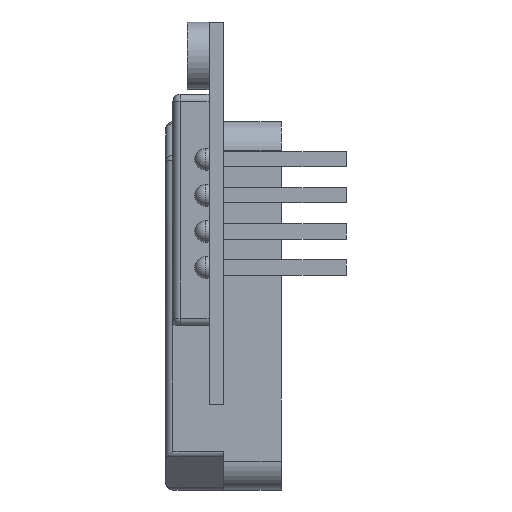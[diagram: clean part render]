
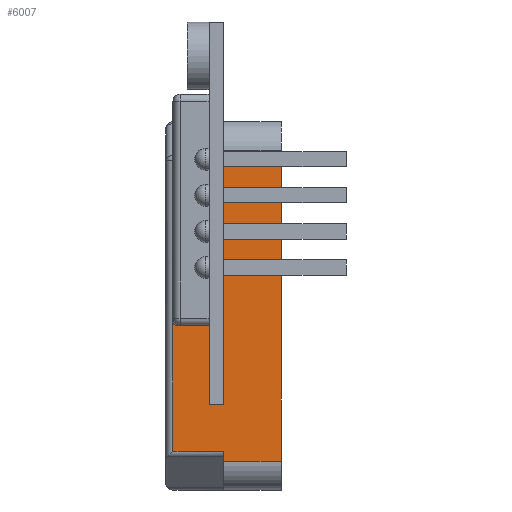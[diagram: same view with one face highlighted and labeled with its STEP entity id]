
A CAD part, left-side view. The second image highlights one B-rep face of the part: STEP entity #6007.
In plain terms, the highlighted planar face has unit normal (-1, 0, 0).
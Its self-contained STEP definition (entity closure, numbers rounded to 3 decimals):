
#42 = DIRECTION ( 'NONE',  ( 0., 0., 1. ) ) ;
#90 = VECTOR ( 'NONE', #7163, 1000. ) ;
#193 = CARTESIAN_POINT ( 'NONE',  ( 55., -4., 4.35 ) ) ;
#384 = VERTEX_POINT ( 'NONE', #4005 ) ;
#396 = EDGE_CURVE ( 'NONE', #6634, #1477, #6893, .T. ) ;
#398 = ORIENTED_EDGE ( 'NONE', *, *, #1729, .T. ) ;
#460 = DIRECTION ( 'NONE',  ( 0., 0., 1. ) ) ;
#479 = DIRECTION ( 'NONE',  ( 0., 0., 1. ) ) ;
#519 = CARTESIAN_POINT ( 'NONE',  ( 55., -4., -19.15 ) ) ;
#652 = CARTESIAN_POINT ( 'NONE',  ( 55., 3.5, -16.461 ) ) ;
#764 = DIRECTION ( 'NONE',  ( 0., 1., 0. ) ) ;
#782 = CARTESIAN_POINT ( 'NONE',  ( 55., -4., -17.15 ) ) ;
#892 = CARTESIAN_POINT ( 'NONE',  ( 55., 0., 6.35 ) ) ;
#1139 = ORIENTED_EDGE ( 'NONE', *, *, #6647, .F. ) ;
#1201 = CARTESIAN_POINT ( 'NONE',  ( 55., 0., 4.35 ) ) ;
#1430 = EDGE_CURVE ( 'NONE', #1477, #3247, #3324, .T. ) ;
#1477 = VERTEX_POINT ( 'NONE', #1694 ) ;
#1627 = VERTEX_POINT ( 'NONE', #782 ) ;
#1632 = CARTESIAN_POINT ( 'NONE',  ( 55., 0., 3.661 ) ) ;
#1660 = CARTESIAN_POINT ( 'NONE',  ( 55., 3.5, -19.15 ) ) ;
#1694 = CARTESIAN_POINT ( 'NONE',  ( 55., 3.5, 3.661 ) ) ;
#1729 = EDGE_CURVE ( 'NONE', #7021, #1627, #2691, .T. ) ;
#1761 = ORIENTED_EDGE ( 'NONE', *, *, #1430, .T. ) ;
#2312 = FACE_OUTER_BOUND ( 'NONE', #6845, .T. ) ;
#2422 = EDGE_CURVE ( 'NONE', #3247, #384, #3810, .T. ) ;
#2442 = VECTOR ( 'NONE', #764, 1000. ) ;
#2512 = VECTOR ( 'NONE', #4101, 1000. ) ;
#2574 = VERTEX_POINT ( 'NONE', #1201 ) ;
#2617 = EDGE_CURVE ( 'NONE', #1627, #5778, #5909, .T. ) ;
#2691 = LINE ( 'NONE', #5427, #3806 ) ;
#2695 = ORIENTED_EDGE ( 'NONE', *, *, #6080, .T. ) ;
#3106 = DIRECTION ( 'NONE',  ( 0., 0., 1. ) ) ;
#3247 = VERTEX_POINT ( 'NONE', #652 ) ;
#3291 = VECTOR ( 'NONE', #460, 1000. ) ;
#3324 = LINE ( 'NONE', #1660, #4515 ) ;
#3542 = LINE ( 'NONE', #193, #2512 ) ;
#3581 = VECTOR ( 'NONE', #479, 1000. ) ;
#3796 = LINE ( 'NONE', #892, #4742 ) ;
#3806 = VECTOR ( 'NONE', #4889, 1000. ) ;
#3810 = LINE ( 'NONE', #6038, #90 ) ;
#3841 = PLANE ( 'NONE',  #5658 ) ;
#3881 = DIRECTION ( 'NONE',  ( 0., 0., -1. ) ) ;
#4005 = CARTESIAN_POINT ( 'NONE',  ( 55., 0., -16.461 ) ) ;
#4101 = DIRECTION ( 'NONE',  ( 0., 1., 0. ) ) ;
#4178 = ORIENTED_EDGE ( 'NONE', *, *, #4780, .F. ) ;
#4515 = VECTOR ( 'NONE', #3881, 1000. ) ;
#4742 = VECTOR ( 'NONE', #3106, 1000. ) ;
#4780 = EDGE_CURVE ( 'NONE', #6634, #2574, #3796, .T. ) ;
#4889 = DIRECTION ( 'NONE',  ( 0., -1., 0. ) ) ;
#5041 = DIRECTION ( 'NONE',  ( -1., 0., 0. ) ) ;
#5271 = CARTESIAN_POINT ( 'NONE',  ( 55., 4., 3.661 ) ) ;
#5427 = CARTESIAN_POINT ( 'NONE',  ( 55., -4., -17.15 ) ) ;
#5448 = LINE ( 'NONE', #5930, #3291 ) ;
#5472 = CARTESIAN_POINT ( 'NONE',  ( 55., -4., -19.15 ) ) ;
#5658 = AXIS2_PLACEMENT_3D ( 'NONE', #519, #5041, #42 ) ;
#5717 = ORIENTED_EDGE ( 'NONE', *, *, #396, .T. ) ;
#5778 = VERTEX_POINT ( 'NONE', #7083 ) ;
#5909 = LINE ( 'NONE', #5472, #3581 ) ;
#5930 = CARTESIAN_POINT ( 'NONE',  ( 55., 0., -19.15 ) ) ;
#6007 = ADVANCED_FACE ( 'NONE', ( #2312 ), #3841, .T. ) ;
#6038 = CARTESIAN_POINT ( 'NONE',  ( 55., 0., -16.461 ) ) ;
#6080 = EDGE_CURVE ( 'NONE', #5778, #2574, #3542, .T. ) ;
#6153 = ORIENTED_EDGE ( 'NONE', *, *, #2422, .T. ) ;
#6634 = VERTEX_POINT ( 'NONE', #1632 ) ;
#6647 = EDGE_CURVE ( 'NONE', #7021, #384, #5448, .T. ) ;
#6691 = CARTESIAN_POINT ( 'NONE',  ( 55., 0., -17.15 ) ) ;
#6845 = EDGE_LOOP ( 'NONE', ( #4178, #5717, #1761, #6153, #1139, #398, #7036, #2695 ) ) ;
#6893 = LINE ( 'NONE', #5271, #2442 ) ;
#7021 = VERTEX_POINT ( 'NONE', #6691 ) ;
#7036 = ORIENTED_EDGE ( 'NONE', *, *, #2617, .T. ) ;
#7083 = CARTESIAN_POINT ( 'NONE',  ( 55., -4., 4.35 ) ) ;
#7163 = DIRECTION ( 'NONE',  ( 0., -1., 0. ) ) ;
